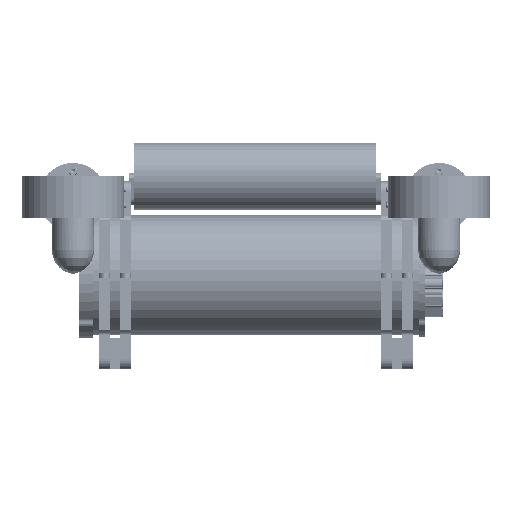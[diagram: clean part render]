
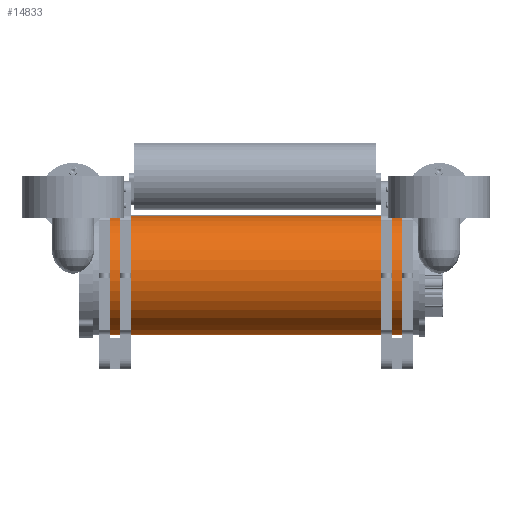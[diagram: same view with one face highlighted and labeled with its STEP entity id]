
A CAD part, left-side view. The second image highlights one B-rep face of the part: STEP entity #14833.
In plain terms, the highlighted cylindrical face has radius 57.15 mm (diameter 114.3 mm), a full revolution.
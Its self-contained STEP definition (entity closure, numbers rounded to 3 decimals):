
#1703=FACE_OUTER_BOUND('',#2572,.T.);
#2572=EDGE_LOOP('',(#11475,#11476,#11477,#11478,#11479,#11480));
#3913=LINE('',#27014,#4745);
#4745=VECTOR('',#19108,57.15);
#5634=CIRCLE('',#16359,57.15);
#5635=CIRCLE('',#16360,57.15);
#5636=CIRCLE('',#16361,57.15);
#5637=CIRCLE('',#16362,57.15);
#6752=VERTEX_POINT('',#27010);
#6753=VERTEX_POINT('',#27011);
#6754=VERTEX_POINT('',#27013);
#6755=VERTEX_POINT('',#27015);
#8496=EDGE_CURVE('',#6752,#6753,#5634,.T.);
#8497=EDGE_CURVE('',#6753,#6754,#3913,.T.);
#8498=EDGE_CURVE('',#6755,#6754,#5635,.T.);
#8499=EDGE_CURVE('',#6754,#6755,#5636,.T.);
#8500=EDGE_CURVE('',#6753,#6752,#5637,.T.);
#11475=ORIENTED_EDGE('',*,*,#8496,.T.);
#11476=ORIENTED_EDGE('',*,*,#8497,.T.);
#11477=ORIENTED_EDGE('',*,*,#8498,.F.);
#11478=ORIENTED_EDGE('',*,*,#8499,.F.);
#11479=ORIENTED_EDGE('',*,*,#8497,.F.);
#11480=ORIENTED_EDGE('',*,*,#8500,.T.);
#14318=CYLINDRICAL_SURFACE('',#16358,57.15);
#14833=ADVANCED_FACE('',(#1703),#14318,.T.);
#16358=AXIS2_PLACEMENT_3D('',#27009,#19104,#19105);
#16359=AXIS2_PLACEMENT_3D('',#27012,#19106,#19107);
#16360=AXIS2_PLACEMENT_3D('',#27016,#19109,#19110);
#16361=AXIS2_PLACEMENT_3D('',#27017,#19111,#19112);
#16362=AXIS2_PLACEMENT_3D('',#27018,#19113,#19114);
#19104=DIRECTION('center_axis',(0.,0.,-1.));
#19105=DIRECTION('ref_axis',(-1.,0.,0.));
#19106=DIRECTION('center_axis',(0.,0.,1.));
#19107=DIRECTION('ref_axis',(1.,0.,0.));
#19108=DIRECTION('',(0.,0.,1.));
#19109=DIRECTION('center_axis',(0.,0.,1.));
#19110=DIRECTION('ref_axis',(1.,0.,0.));
#19111=DIRECTION('center_axis',(0.,0.,1.));
#19112=DIRECTION('ref_axis',(1.,0.,0.));
#19113=DIRECTION('center_axis',(0.,0.,1.));
#19114=DIRECTION('ref_axis',(1.,0.,0.));
#27009=CARTESIAN_POINT('Origin',(0.,0.,149.225));
#27010=CARTESIAN_POINT('',(-57.15,0.,-149.225));
#27011=CARTESIAN_POINT('',(57.15,0.,-149.225));
#27012=CARTESIAN_POINT('Origin',(0.,0.,-149.225));
#27013=CARTESIAN_POINT('',(57.15,0.,149.225));
#27014=CARTESIAN_POINT('',(57.15,0.,149.225));
#27015=CARTESIAN_POINT('',(-57.15,0.,149.225));
#27016=CARTESIAN_POINT('Origin',(0.,0.,149.225));
#27017=CARTESIAN_POINT('Origin',(0.,0.,149.225));
#27018=CARTESIAN_POINT('Origin',(0.,0.,-149.225));
